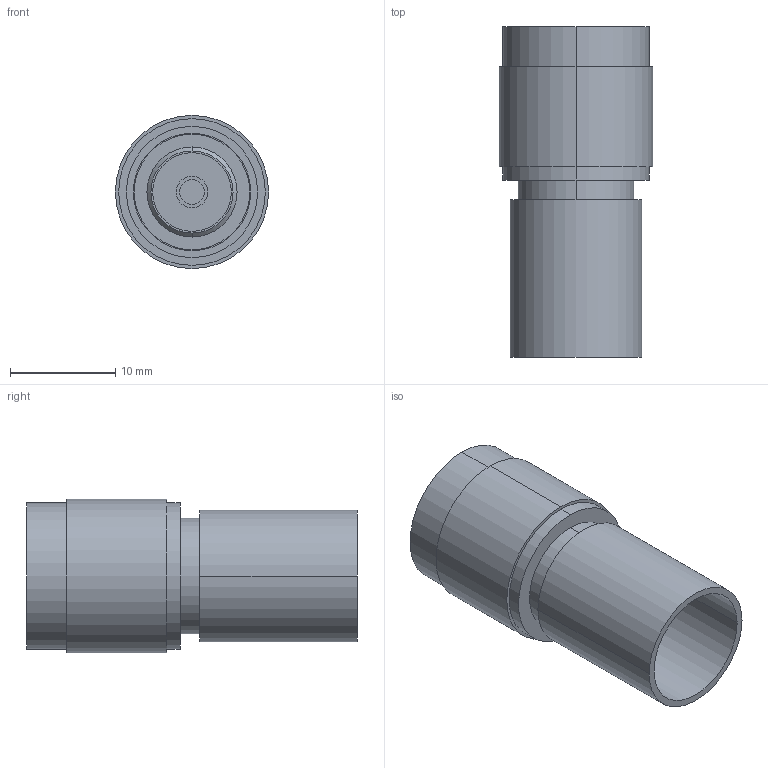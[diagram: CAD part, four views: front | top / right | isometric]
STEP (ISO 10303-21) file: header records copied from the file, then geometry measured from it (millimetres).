
FILE_DESCRIPTION (( 'STEP AP214' ), '1' );
FILE_NAME ('BAC504.STEP', '2006-08-02T13:40:52', ( 'L-COM' ), ( 'L-COM' ), 'SwSTEP 2.0', 'SolidWorks 2006004', '' );
FILE_SCHEMA (( 'AUTOMOTIVE_DESIGN' ));
Length unit declared in the file: inch
Products named in the file (4): BAC504; BAC504-MA1; BAC504-MA2
Assembly tree (3 placements, depth 2):
  BAC504
    BAC504-MA2
    BAC504-MA1
    BAC504
Bounding box: 14.58 x 31.47 x 14.58 mm (x, y, z)
Volume: 2101.1 mm3; surface area: 4010.6 mm2
Topology: 3 solids, 3 shells, 91 faces, 208 edges, 136 vertices
Faces by surface type: plane 43, cylinder 42, cone 6
Entity records: 3301 total; most frequent: DIRECTION 506, CARTESIAN_POINT 477, ORIENTED_EDGE 416, EDGE_CURVE 208, AXIS2_PLACEMENT_3D 205, VERTEX_POINT 136, EDGE_LOOP 110, CIRCLE 108
